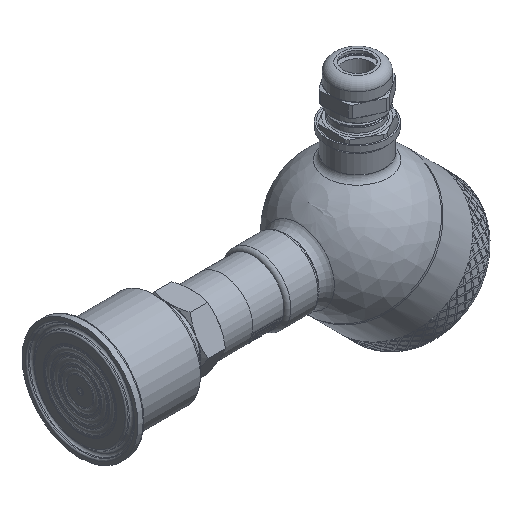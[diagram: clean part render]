
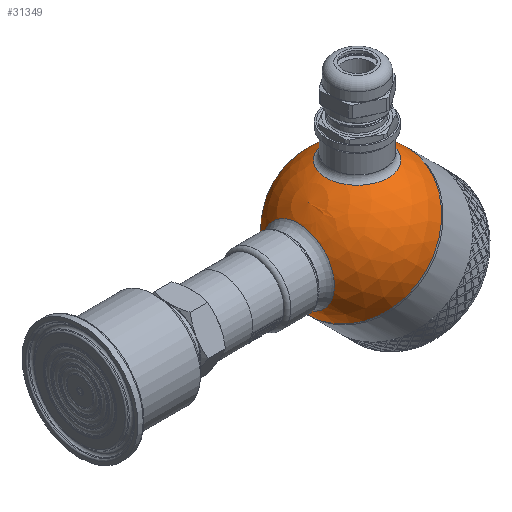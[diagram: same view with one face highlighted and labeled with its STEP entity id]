
A CAD part, isometric view. The second image highlights one B-rep face of the part: STEP entity #31349.
In plain terms, the highlighted spherical face has radius 30 mm.
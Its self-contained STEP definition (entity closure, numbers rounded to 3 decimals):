
#149=SPHERICAL_SURFACE('',#33020,30.);
#473=FACE_BOUND('',#6109,.T.);
#474=FACE_BOUND('',#6110,.T.);
#3949=FACE_OUTER_BOUND('',#6108,.T.);
#6108=EDGE_LOOP('',(#28929,#28930,#28931,#28932));
#6109=EDGE_LOOP('',(#28933));
#6110=EDGE_LOOP('',(#28934));
#6795=CIRCLE('',#33017,15.643);
#6798=CIRCLE('',#33021,30.);
#6799=CIRCLE('',#33022,30.);
#6800=CIRCLE('',#33023,30.);
#6801=CIRCLE('',#33024,13.5);
#14796=VERTEX_POINT('',#82791);
#14798=VERTEX_POINT('',#82797);
#14799=VERTEX_POINT('',#82798);
#14800=VERTEX_POINT('',#82800);
#14801=VERTEX_POINT('',#82803);
#19519=EDGE_CURVE('',#14796,#14796,#6795,.T.);
#19522=EDGE_CURVE('',#14798,#14799,#6798,.T.);
#19523=EDGE_CURVE('',#14798,#14800,#6799,.T.);
#19524=EDGE_CURVE('',#14799,#14798,#6800,.T.);
#19525=EDGE_CURVE('',#14801,#14801,#6801,.T.);
#28929=ORIENTED_EDGE('',*,*,#19522,.F.);
#28930=ORIENTED_EDGE('',*,*,#19523,.T.);
#28931=ORIENTED_EDGE('',*,*,#19523,.F.);
#28932=ORIENTED_EDGE('',*,*,#19524,.F.);
#28933=ORIENTED_EDGE('',*,*,#19519,.F.);
#28934=ORIENTED_EDGE('',*,*,#19525,.F.);
#31349=ADVANCED_FACE('',(#3949,#473,#474),#149,.T.);
#33017=AXIS2_PLACEMENT_3D('',#82792,#37017,#37018);
#33020=AXIS2_PLACEMENT_3D('',#82796,#37023,#37024);
#33021=AXIS2_PLACEMENT_3D('',#82799,#37025,#37026);
#33022=AXIS2_PLACEMENT_3D('',#82801,#37027,#37028);
#33023=AXIS2_PLACEMENT_3D('',#82802,#37029,#37030);
#33024=AXIS2_PLACEMENT_3D('',#82804,#37031,#37032);
#37017=DIRECTION('center_axis',(-0.707,0.,0.707));
#37018=DIRECTION('ref_axis',(0.707,0.,0.707));
#37023=DIRECTION('center_axis',(1.,0.,0.));
#37024=DIRECTION('ref_axis',(0.,-1.,0.));
#37025=DIRECTION('center_axis',(1.,0.,0.));
#37026=DIRECTION('ref_axis',(0.,1.,0.));
#37027=DIRECTION('center_axis',(0.,0.,1.));
#37028=DIRECTION('ref_axis',(0.,1.,0.));
#37029=DIRECTION('center_axis',(1.,0.,0.));
#37030=DIRECTION('ref_axis',(0.,1.,0.));
#37031=DIRECTION('center_axis',(-0.707,0.,-0.707));
#37032=DIRECTION('ref_axis',(-0.707,0.,0.707));
#82791=CARTESIAN_POINT('',(-29.162,0.,7.04));
#82792=CARTESIAN_POINT('Origin',(-18.101,0.,18.101));
#82796=CARTESIAN_POINT('Origin',(0.,0.,0.));
#82797=CARTESIAN_POINT('',(0.,30.,0.));
#82798=CARTESIAN_POINT('',(0.,-30.,0.));
#82799=CARTESIAN_POINT('Origin',(0.,0.,0.));
#82800=CARTESIAN_POINT('',(-30.,0.,0.));
#82801=CARTESIAN_POINT('Origin',(0.,0.,0.));
#82802=CARTESIAN_POINT('Origin',(0.,0.,0.));
#82803=CARTESIAN_POINT('',(-9.398,0.,-28.49));
#82804=CARTESIAN_POINT('Origin',(-18.944,0.,-18.944));
